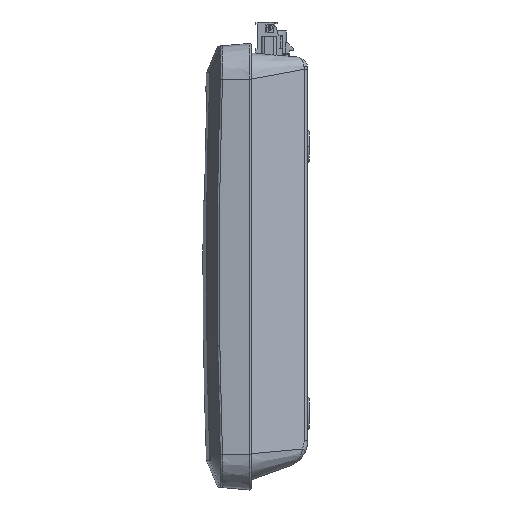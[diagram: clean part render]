
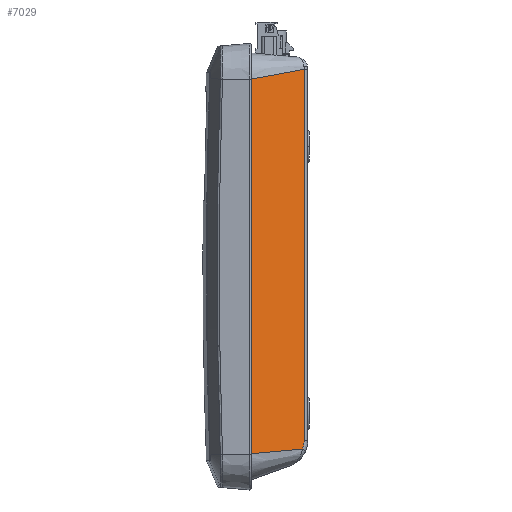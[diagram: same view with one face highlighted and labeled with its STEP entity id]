
A CAD part, left-side view. The second image highlights one B-rep face of the part: STEP entity #7029.
In plain terms, the highlighted planar face has unit normal (-0.94, -0.342, 0).
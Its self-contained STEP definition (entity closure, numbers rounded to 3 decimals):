
#932=DIRECTION('',(0.341,-0.936,0.085));
#933=VECTOR('',#932,20.506);
#934=CARTESIAN_POINT('',(-79.7,-16.825,-64.925));
#935=LINE('',#934,#933);
#936=CARTESIAN_POINT('',(-72.712,-36.024,
-63.173));
#951=DIRECTION('',(0.,0.,-1.));
#952=VECTOR('',#951,140.078);
#953=CARTESIAN_POINT('',(-79.7,-16.825,75.153));
#954=LINE('',#953,#952);
#955=DIRECTION('',(0.337,-0.926,0.171));
#956=VECTOR('',#955,21.451);
#957=CARTESIAN_POINT('',(-79.7,-16.825,75.153));
#958=LINE('',#957,#956);
#959=DIRECTION('',(0.,0.,-1.));
#960=VECTOR('',#959,138.822);
#961=CARTESIAN_POINT('',(-72.472,-36.684,78.831));
#962=LINE('',#961,#960);
#963=CARTESIAN_POINT('',(-72.472,-36.684,
-59.991));
#964=CARTESIAN_POINT('',(-72.472,-36.684,
-60.262));
#965=CARTESIAN_POINT('',(-72.482,-36.657,
-60.803));
#966=CARTESIAN_POINT('',(-72.527,-36.532,
-61.613));
#967=CARTESIAN_POINT('',(-72.602,-36.325,
-62.408));
#968=CARTESIAN_POINT('',(-72.672,-36.133,
-62.921));
#969=CARTESIAN_POINT('',(-72.712,-36.024,
-63.173));
#977=CARTESIAN_POINT('',(-79.7,-16.825,75.153));
#5398=VERTEX_POINT('',#936);
#5402=VERTEX_POINT('',#963);
#5405=CARTESIAN_POINT('',(-72.472,-36.684,
78.831));
#5406=VERTEX_POINT('',#5405);
#5839=VERTEX_POINT('',#977);
#5840=CARTESIAN_POINT('',(-79.7,-16.825,-64.925));
#5841=VERTEX_POINT('',#5840);
#7014=CARTESIAN_POINT('',(-75.996,-27.,6.521));
#7015=DIRECTION('',(-0.94,-0.342,0.));
#7016=DIRECTION('',(0.,0.,-1.));
#7017=AXIS2_PLACEMENT_3D('',#7014,#7015,#7016);
#7018=PLANE('',#7017);
#7019=ORIENTED_EDGE('',*,*,#6804,.F.);
#7021=ORIENTED_EDGE('',*,*,#7020,.T.);
#7023=ORIENTED_EDGE('',*,*,#7022,.T.);
#7025=ORIENTED_EDGE('',*,*,#7024,.T.);
#7026=ORIENTED_EDGE('',*,*,#6994,.F.);
#7027=EDGE_LOOP('',(#7019,#7021,#7023,#7025,#7026));
#7028=FACE_OUTER_BOUND('',#7027,.F.);
#970=B_SPLINE_CURVE_WITH_KNOTS('',3,(#963,#964,#965,#966,#967,#968,#969),
.UNSPECIFIED.,.F.,.F.,(4,1,1,1,4),(0.,0.25,0.5,0.75,1.),
.UNSPECIFIED.);
#6804=EDGE_CURVE('',#5839,#5841,#954,.T.);
#6994=EDGE_CURVE('',#5841,#5398,#935,.T.);
#7020=EDGE_CURVE('',#5839,#5406,#958,.T.);
#7022=EDGE_CURVE('',#5406,#5402,#962,.T.);
#7024=EDGE_CURVE('',#5402,#5398,#970,.T.);
#7029=ADVANCED_FACE('',(#7028),#7018,.T.);
